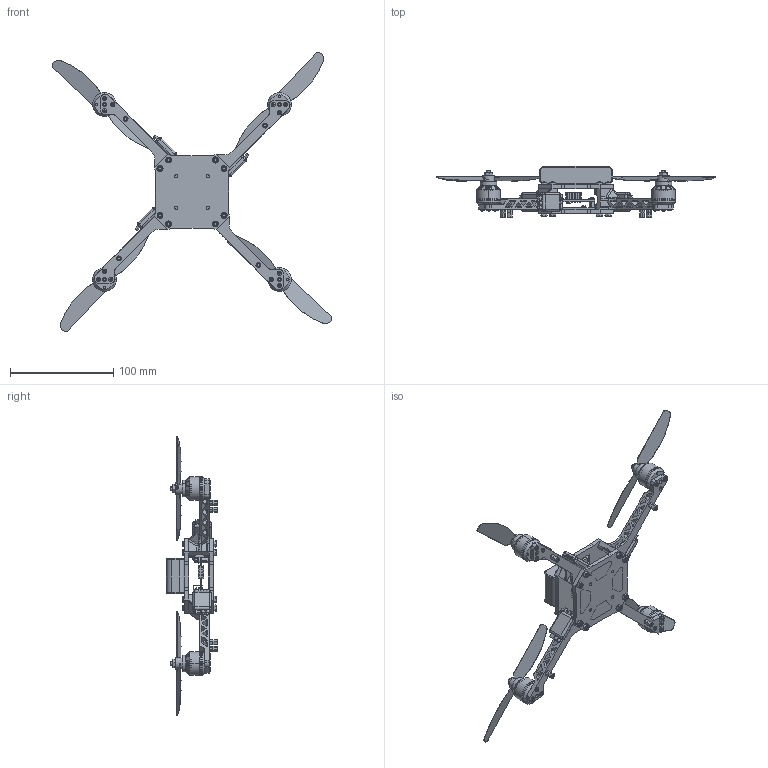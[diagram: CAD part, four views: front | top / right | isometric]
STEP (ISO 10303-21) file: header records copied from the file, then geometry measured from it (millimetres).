
FILE_DESCRIPTION (( 'STEP AP203' ), '1' );
FILE_NAME ('drone assy.STEP', '2021-03-16T18:50:55', ( '' ), ( '' ), 'SwSTEP 2.0', 'SolidWorks 2020', '' );
FILE_SCHEMA (( 'CONFIG_CONTROL_DESIGN' ));
Length unit declared in the file: millimetre
Products named in the file (20): pan cross head_am_B18.6.7M - M3 x 0.5 x 30 Type I Cross Recessed PHMS --30N; drone assy; PILLER; prevailing torque hex nut_am_AM-M3-N; electrical unit; pan cross head_am_B18.6.7M - M3 x 0.5 x 13 Type I Cross Recessed PHMS --13N; DISTRIBUTION BOARD; motor; FAN; pan cross head_am_B18.6.7M - M2 x 0.4 x 6 Type I Cross Recessed PHMS --6N; Spider Base; electrical unit1; ELECTRICAL CONNECTOR; Spider top; Assem1; hex nut style 1_am_B18.2.4.1M - Hex nut, Style 1,  M4 x 0.7 --D-N; BATERY; Spider arm; SPINNER; SPACER
Assembly tree (71 placements, depth 3):
  drone assy
    DISTRIBUTION BOARD
    Spider Base
    Assem1
      DISTRIBUTION BOARD
      electrical unit
      electrical unit1
    SPACER  x4
    pan cross head_am_B18.6.7M - M3 x 0.5 x 13 Type I Cross Recessed PHMS --13N  x4
    Spider arm  x4
    Spider top
    pan cross head_am_B18.6.7M - M3 x 0.5 x 30 Type I Cross Recessed PHMS --30N  x8
    prevailing torque hex nut_am_AM-M3-N  x8
    motor  x4
    pan cross head_am_B18.6.7M - M2 x 0.4 x 6 Type I Cross Recessed PHMS --6N  x12
    SPINNER  x4
    FAN  x4
    hex nut style 1_am_B18.2.4.1M - Hex nut, Style 1,  M4 x 0.7 --D-N  x4
    ELECTRICAL CONNECTOR  x3
    PILLER  x4
    BATERY
Bounding box: 271.36 x 49.6 x 271.24 mm (x, y, z)
Volume: 140999.2 mm3; surface area: 106143.5 mm2
Topology: 70 solids, 70 shells, 3437 faces, 8601 edges, 5386 vertices
Faces by surface type: plane 1911, cylinder 1030, cone 352, sphere 72, torus 64, bspline 8
Entity records: 53016 total; most frequent: CARTESIAN_POINT 9279, DIRECTION 8378, ORIENTED_EDGE 8272, EDGE_CURVE 4136, VECTOR 2982, LINE 2982, AXIS2_PLACEMENT_3D 2698, VERTEX_POINT 2609
